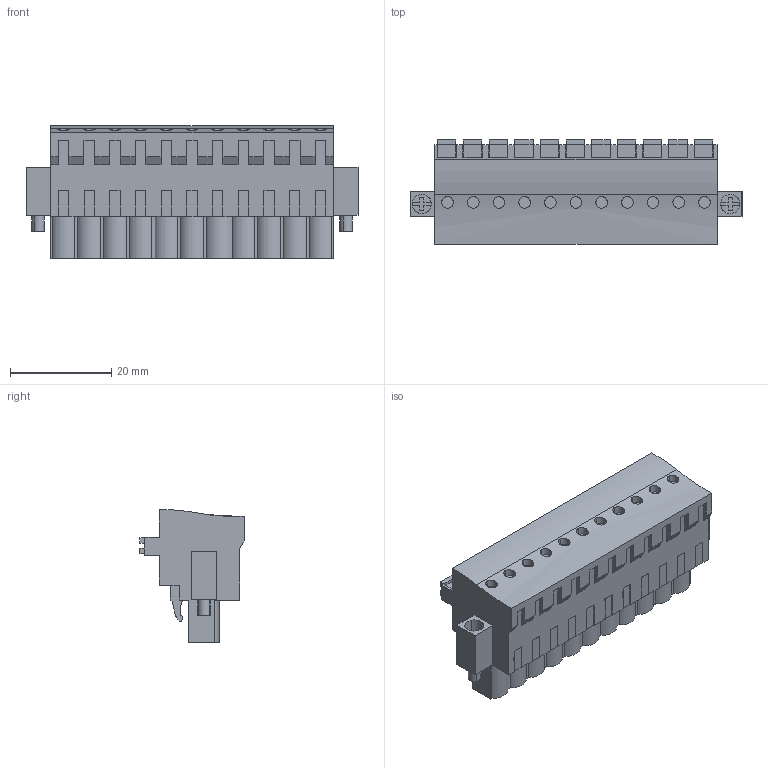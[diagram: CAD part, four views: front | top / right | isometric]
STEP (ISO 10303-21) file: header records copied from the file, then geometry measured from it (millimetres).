
FILE_DESCRIPTION(('CATIA V5 STEP Exchange','CAx-IF Rec.Pracs.--- Model Styling and Organization---1.2---2011-12-15'),'2;1');
FILE_NAME ('D1446318_0_1002180000_1002180000.stp','2017-09-09T13:44:29+00:00',('none'),('Weidmueller'),'CATIA Version 5-6 Release 2014','CATIA V5 STEP AP214','none');
FILE_SCHEMA(('AUTOMOTIVE_DESIGN { 1 0 10303 214 1 1 1 1 }'));
Length unit declared in the file: millimetre
Products named in the file (1): 1002180000
Bounding box: 65.68 x 20.64 x 26.24 mm (x, y, z)
Volume: 17472.2 mm3; surface area: 8113.8 mm2
Topology: 14 solids, 14 shells, 787 faces, 2244 edges, 1535 vertices
Faces by surface type: plane 627, cylinder 152, extrusion 8
Entity records: 25541 total; most frequent: CARTESIAN_POINT 5052, ORIENTED_EDGE 4488, DIRECTION 3331, EDGE_CURVE 2244, VECTOR 1906, LINE 1898, VERTEX_POINT 1535, AXIS2_PLACEMENT_3D 846
